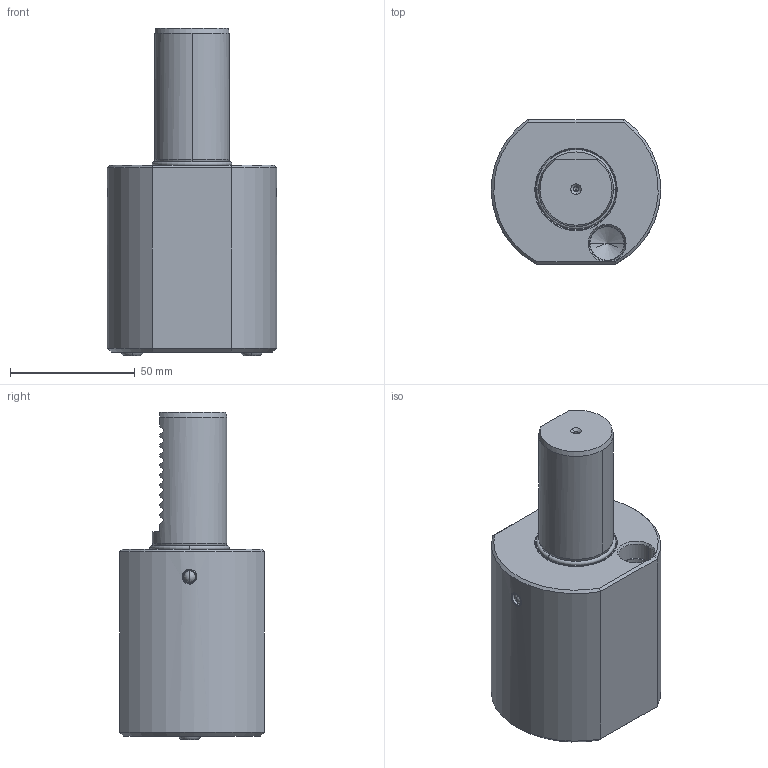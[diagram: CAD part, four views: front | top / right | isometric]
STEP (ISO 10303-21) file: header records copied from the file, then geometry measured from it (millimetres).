
FILE_DESCRIPTION((''),'2;1');
FILE_NAME('309_52_32','2020-10-05T',('101107'),(''),'CREO PARAMETRIC BY PTC INC, 2016260','CREO PARAMETRIC BY PTC INC, 2016260','');
FILE_SCHEMA(('CONFIG_CONTROL_DESIGN'));
Length unit declared in the file: millimetre
Products named in the file (1): 309_52_32
Bounding box: 68 x 58 x 131.5 mm (x, y, z)
Volume: 231965.8 mm3; surface area: 40144 mm2
Topology: 1 solids, 9 shells, 380 faces, 891 edges, 521 vertices
Faces by surface type: cone 165, plane 109, cylinder 86, sphere 12, torus 8
Entity records: 11412 total; most frequent: CARTESIAN_POINT 2864, DIRECTION 1814, ORIENTED_EDGE 1738, EDGE_CURVE 869, AXIS2_PLACEMENT_3D 723, VERTEX_POINT 521, EDGE_LOOP 412, FACE_OUTER_BOUND 380
